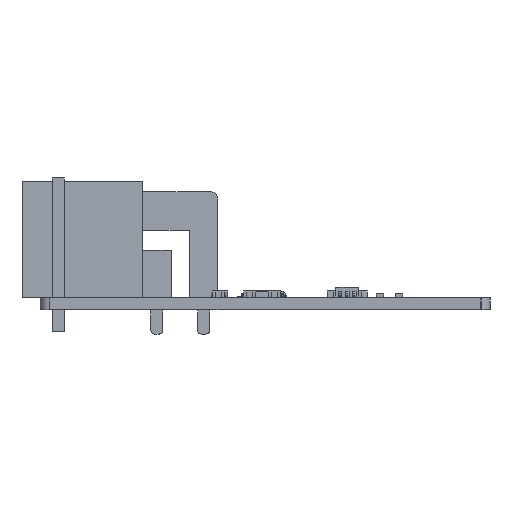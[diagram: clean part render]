
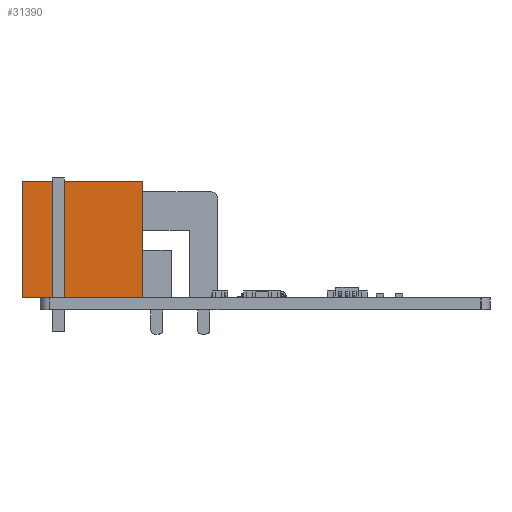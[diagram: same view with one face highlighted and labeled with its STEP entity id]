
A CAD part, front view. The second image highlights one B-rep face of the part: STEP entity #31390.
In plain terms, the highlighted face is planar.
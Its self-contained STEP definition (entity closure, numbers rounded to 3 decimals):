
#2054=PLANE('',#34011);
#3520=FACE_OUTER_BOUND('',#5548,.T.);
#5548=EDGE_LOOP('',(#28731,#28732,#28733,#28734));
#9808=LINE('',#51099,#13112);
#9811=LINE('',#51105,#13115);
#9815=LINE('',#51112,#13119);
#9816=LINE('',#51114,#13120);
#13112=VECTOR('',#42050,10.);
#13115=VECTOR('',#42055,10.);
#13119=VECTOR('',#42061,10.);
#13120=VECTOR('',#42064,10.);
#16079=VERTEX_POINT('',#51096);
#16080=VERTEX_POINT('',#51098);
#16082=VERTEX_POINT('',#51104);
#16084=VERTEX_POINT('',#51109);
#20324=EDGE_CURVE('',#16080,#16079,#9808,.T.);
#20327=EDGE_CURVE('',#16082,#16080,#9811,.T.);
#20331=EDGE_CURVE('',#16084,#16082,#9815,.T.);
#20332=EDGE_CURVE('',#16079,#16084,#9816,.T.);
#28731=ORIENTED_EDGE('',*,*,#20332,.T.);
#28732=ORIENTED_EDGE('',*,*,#20331,.T.);
#28733=ORIENTED_EDGE('',*,*,#20327,.T.);
#28734=ORIENTED_EDGE('',*,*,#20324,.T.);
#31390=ADVANCED_FACE('',(#3520),#2054,.T.);
#34011=AXIS2_PLACEMENT_3D('',#51116,#42066,#42067);
#42050=DIRECTION('',(0.,0.,-1.));
#42055=DIRECTION('',(0.,-1.,0.));
#42061=DIRECTION('',(0.,0.,1.));
#42064=DIRECTION('',(0.,1.,0.));
#42066=DIRECTION('center_axis',(1.,0.,0.));
#42067=DIRECTION('ref_axis',(0.,1.,0.));
#51096=CARTESIAN_POINT('',(1.55,-5.,0.));
#51098=CARTESIAN_POINT('',(1.55,-5.,15.5));
#51099=CARTESIAN_POINT('',(1.55,-5.,0.));
#51104=CARTESIAN_POINT('',(1.55,11.,15.5));
#51105=CARTESIAN_POINT('',(1.55,-5.,15.5));
#51109=CARTESIAN_POINT('',(1.55,11.,0.));
#51112=CARTESIAN_POINT('',(1.55,11.,15.5));
#51114=CARTESIAN_POINT('',(1.55,11.,0.));
#51116=CARTESIAN_POINT('Origin',(1.55,3.,7.75));
